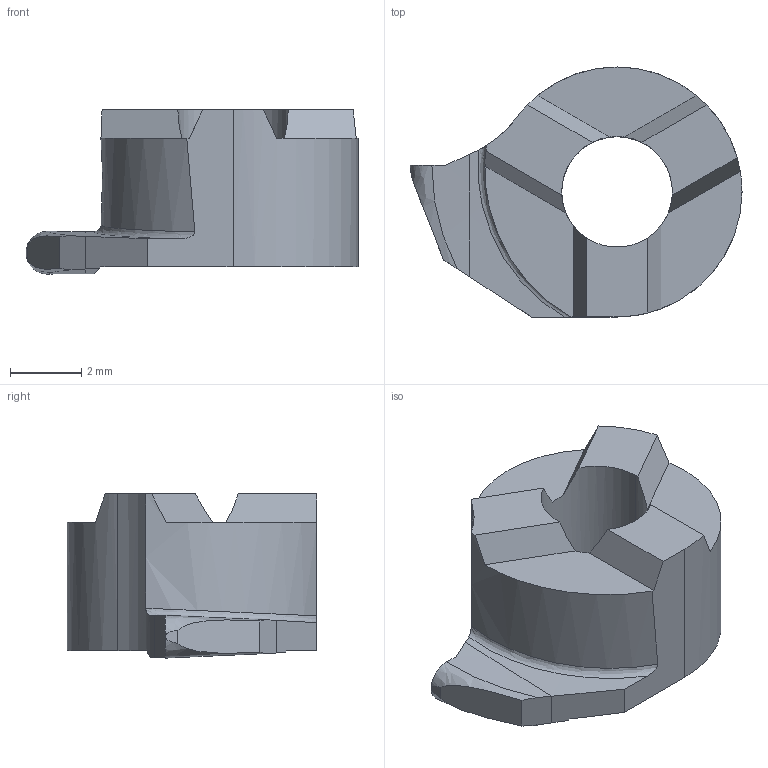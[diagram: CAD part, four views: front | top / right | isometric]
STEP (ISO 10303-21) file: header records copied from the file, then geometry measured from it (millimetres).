
FILE_DESCRIPTION(/* description */ (''),/* implementation_level */ '2;1');
FILE_NAME(/* name */ '1715051935576.stp',/* time_stamp */ '2024-05-07T08:49:06+05:00',/* author */ (''),/* organization */ ('SMS'),/* preprocessor_version */ 'ST-DEVELOPER v16.7',/* originating_system */ 'SIEMENS PLM Software NX 12.0',/* authorisation */ '');
FILE_SCHEMA (('AUTOMOTIVE_DESIGN { 1 0 10303 214 3 1 1 1 }'));
Length unit declared in the file: millimetre
Products named in the file (1): 205285239mod000_00
Bounding box: 9.3 x 7 x 4.6 mm (x, y, z)
Volume: 131.9 mm3; surface area: 222.4 mm2
Topology: 2 solids, 2 shells, 37 faces, 102 edges, 71 vertices
Faces by surface type: plane 24, bspline 8, cylinder 5
Entity records: 1491 total; most frequent: CARTESIAN_POINT 573, ORIENTED_EDGE 202, DIRECTION 152, EDGE_CURVE 101, VERTEX_POINT 67, AXIS2_PLACEMENT_3D 58, EDGE_LOOP 38, ADVANCED_FACE 37
